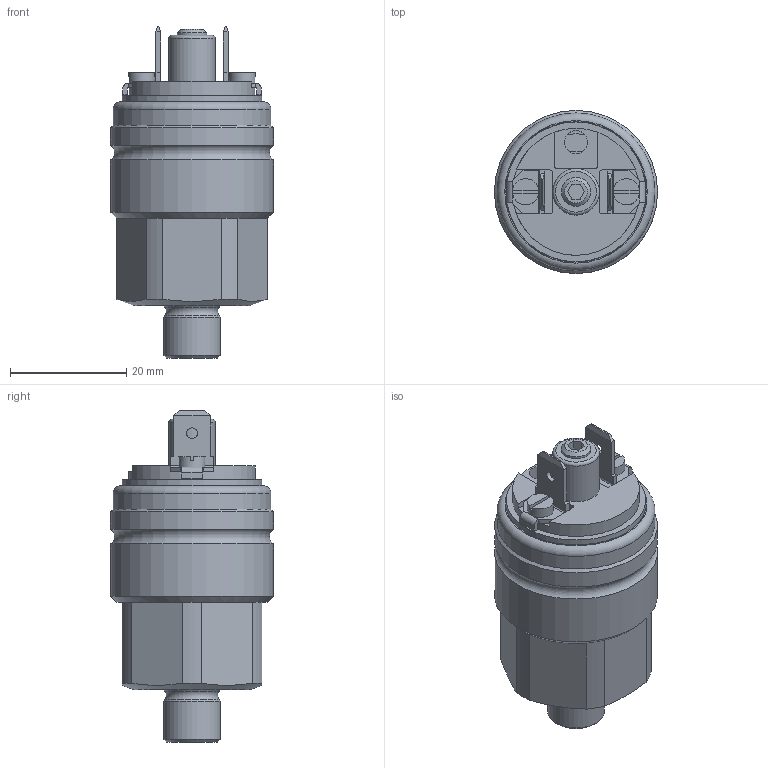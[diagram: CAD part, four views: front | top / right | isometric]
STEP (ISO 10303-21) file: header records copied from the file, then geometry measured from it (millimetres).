
FILE_DESCRIPTION(/* description */ (''),/* implementation_level */ '2;1');
FILE_NAME(/* name */ 'drss_350_b.stp',/* time_stamp */ '2018-03-26T14:02:55+02:00',/* author */ ('leitheußer'),/* organization */ (''),/* preprocessor_version */ 'ST-DEVELOPER v15.6',/* originating_system */ 'Autodesk Inventor LT ',/* authorisation */ '');
FILE_SCHEMA (('AUTOMOTIVE_DESIGN { 1 0 10303 214 3 1 1 }'));
Length unit declared in the file: millimetre
Products named in the file (1): TYP_410
Bounding box: 28 x 28 x 57 mm (x, y, z)
Volume: 13441.2 mm3; surface area: 10509.4 mm2
Topology: 7 solids, 13 shells, 183 faces, 440 edges, 281 vertices
Faces by surface type: plane 110, cylinder 56, cone 12, torus 5
Full cylindrical faces by diameter (mm): 1.85 x2, 2.5 x2, 2.8 x2, 3.869 x2, 4 x4, 4.019 x1, 4.1 x1, 4.5 x2, 5 x3, 6.1 x3, 7.5 x1, 8 x2, 9.728 x1, 14 x1, 20 x1, 21.8 x1, 24 x1, 25 x1, 26 x1, 26.06 x1, 27.1 x1, 28 x2
Entity records: 4920 total; most frequent: DIRECTION 865, CARTESIAN_POINT 814, ORIENTED_EDGE 752, EDGE_CURVE 362, AXIS2_PLACEMENT_3D 325, EDGE_LOOP 271, VERTEX_POINT 256, LINE 215
